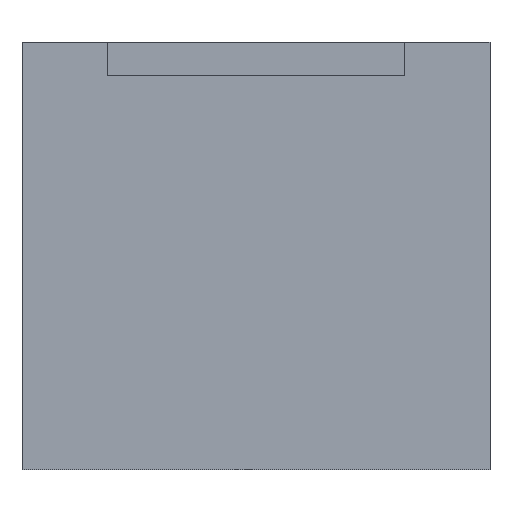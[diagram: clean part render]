
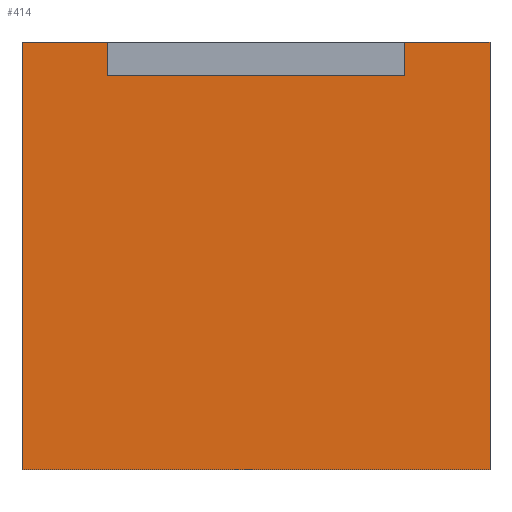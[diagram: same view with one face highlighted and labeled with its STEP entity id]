
A CAD part, front view. The second image highlights one B-rep face of the part: STEP entity #414.
In plain terms, the highlighted planar face has unit normal (0, -1, 0).
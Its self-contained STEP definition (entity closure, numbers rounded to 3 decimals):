
#1 = EDGE_CURVE ( 'NONE', #360, #13, #431, .T. ) ;
#8 = VECTOR ( 'NONE', #449, 1000. ) ;
#13 = VERTEX_POINT ( 'NONE', #362 ) ;
#23 = LINE ( 'NONE', #480, #158 ) ;
#41 = ORIENTED_EDGE ( 'NONE', *, *, #412, .T. ) ;
#44 = EDGE_CURVE ( 'NONE', #360, #177, #305, .T. ) ;
#46 = ORIENTED_EDGE ( 'NONE', *, *, #252, .F. ) ;
#57 = CARTESIAN_POINT ( 'NONE',  ( -7., -7.8, 0. ) ) ;
#59 = CARTESIAN_POINT ( 'NONE',  ( -4.445, -7.8, 12.8 ) ) ;
#60 = CARTESIAN_POINT ( 'NONE',  ( 7., -7.8, 12.8 ) ) ;
#64 = ORIENTED_EDGE ( 'NONE', *, *, #231, .T. ) ;
#65 = VERTEX_POINT ( 'NONE', #206 ) ;
#68 = EDGE_CURVE ( 'NONE', #349, #65, #472, .T. ) ;
#82 = DIRECTION ( 'NONE',  ( 0., 0., 1. ) ) ;
#91 = CARTESIAN_POINT ( 'NONE',  ( -4.445, -7.8, 11.8 ) ) ;
#97 = CARTESIAN_POINT ( 'NONE',  ( 7., -7.8, 0. ) ) ;
#114 = ORIENTED_EDGE ( 'NONE', *, *, #68, .F. ) ;
#117 = LINE ( 'NONE', #195, #184 ) ;
#121 = DIRECTION ( 'NONE',  ( -1., 0., 0. ) ) ;
#123 = EDGE_CURVE ( 'NONE', #411, #264, #365, .T. ) ;
#134 = VECTOR ( 'NONE', #331, 1000. ) ;
#138 = DIRECTION ( 'NONE',  ( 1., 0., 0. ) ) ;
#142 = EDGE_LOOP ( 'NONE', ( #159, #489, #41, #237, #447, #64, #114, #46 ) ) ;
#144 = CARTESIAN_POINT ( 'NONE',  ( 7., -7.8, 12.8 ) ) ;
#153 = CARTESIAN_POINT ( 'NONE',  ( 7., -7.8, 12.8 ) ) ;
#158 = VECTOR ( 'NONE', #138, 1000. ) ;
#159 = ORIENTED_EDGE ( 'NONE', *, *, #1, .F. ) ;
#177 = VERTEX_POINT ( 'NONE', #91 ) ;
#184 = VECTOR ( 'NONE', #232, 1000. ) ;
#195 = CARTESIAN_POINT ( 'NONE',  ( -4.445, -7.8, 11.8 ) ) ;
#205 = CARTESIAN_POINT ( 'NONE',  ( 7., -7.8, 12.8 ) ) ;
#206 = CARTESIAN_POINT ( 'NONE',  ( 7., -7.8, 0. ) ) ;
#208 = VECTOR ( 'NONE', #317, 1000. ) ;
#212 = LINE ( 'NONE', #97, #134 ) ;
#213 = VERTEX_POINT ( 'NONE', #59 ) ;
#221 = VECTOR ( 'NONE', #367, 1000. ) ;
#231 = EDGE_CURVE ( 'NONE', #264, #65, #212, .T. ) ;
#232 = DIRECTION ( 'NONE',  ( 0., 0., 1. ) ) ;
#233 = CARTESIAN_POINT ( 'NONE',  ( 4.445, -7.8, 11.8 ) ) ;
#236 = LINE ( 'NONE', #144, #8 ) ;
#237 = ORIENTED_EDGE ( 'NONE', *, *, #303, .F. ) ;
#241 = AXIS2_PLACEMENT_3D ( 'NONE', #60, #269, #266 ) ;
#247 = VECTOR ( 'NONE', #82, 1000. ) ;
#252 = EDGE_CURVE ( 'NONE', #13, #349, #23, .T. ) ;
#264 = VERTEX_POINT ( 'NONE', #57 ) ;
#266 = DIRECTION ( 'NONE',  ( -1., 0., 0. ) ) ;
#269 = DIRECTION ( 'NONE',  ( 0., 1., 0. ) ) ;
#281 = CARTESIAN_POINT ( 'NONE',  ( 4.445, -7.8, 11.8 ) ) ;
#303 = EDGE_CURVE ( 'NONE', #411, #213, #236, .T. ) ;
#305 = LINE ( 'NONE', #400, #389 ) ;
#315 = FACE_OUTER_BOUND ( 'NONE', #142, .T. ) ;
#317 = DIRECTION ( 'NONE',  ( 0., 0., -1. ) ) ;
#331 = DIRECTION ( 'NONE',  ( 1., 0., 0. ) ) ;
#349 = VERTEX_POINT ( 'NONE', #153 ) ;
#360 = VERTEX_POINT ( 'NONE', #233 ) ;
#362 = CARTESIAN_POINT ( 'NONE',  ( 4.445, -7.8, 12.8 ) ) ;
#365 = LINE ( 'NONE', #409, #221 ) ;
#367 = DIRECTION ( 'NONE',  ( 0., 0., -1. ) ) ;
#386 = PLANE ( 'NONE',  #241 ) ;
#389 = VECTOR ( 'NONE', #121, 1000. ) ;
#400 = CARTESIAN_POINT ( 'NONE',  ( -4.445, -7.8, 11.8 ) ) ;
#409 = CARTESIAN_POINT ( 'NONE',  ( -7., -7.8, 12.8 ) ) ;
#411 = VERTEX_POINT ( 'NONE', #459 ) ;
#412 = EDGE_CURVE ( 'NONE', #177, #213, #117, .T. ) ;
#414 = ADVANCED_FACE ( 'NONE', ( #315 ), #386, .F. ) ;
#431 = LINE ( 'NONE', #281, #247 ) ;
#447 = ORIENTED_EDGE ( 'NONE', *, *, #123, .T. ) ;
#449 = DIRECTION ( 'NONE',  ( 1., 0., 0. ) ) ;
#459 = CARTESIAN_POINT ( 'NONE',  ( -7., -7.8, 12.8 ) ) ;
#472 = LINE ( 'NONE', #205, #208 ) ;
#480 = CARTESIAN_POINT ( 'NONE',  ( 7., -7.8, 12.8 ) ) ;
#489 = ORIENTED_EDGE ( 'NONE', *, *, #44, .T. ) ;
